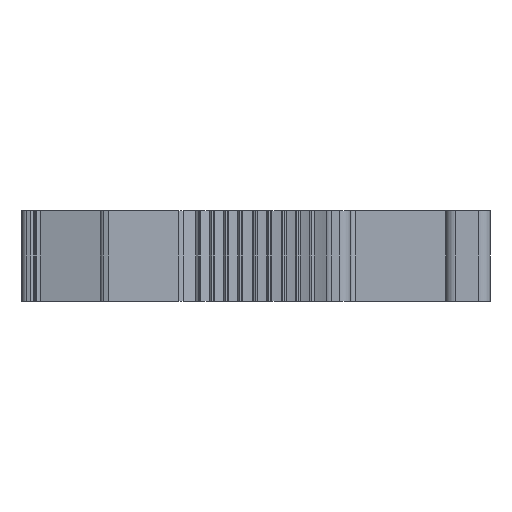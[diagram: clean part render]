
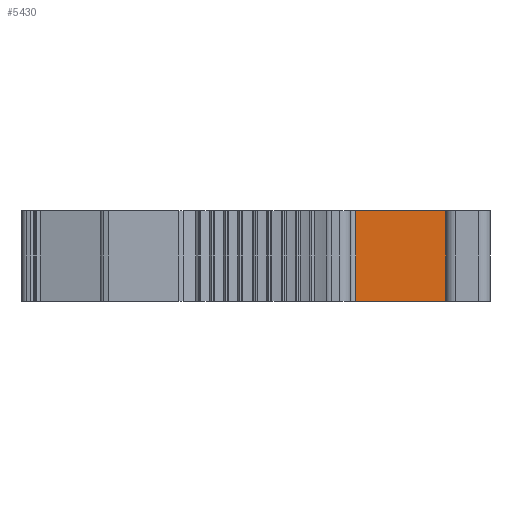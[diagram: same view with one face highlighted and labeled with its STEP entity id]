
A CAD part, left-side view. The second image highlights one B-rep face of the part: STEP entity #5430.
In plain terms, the highlighted planar face has unit normal (-1, 0, 0).
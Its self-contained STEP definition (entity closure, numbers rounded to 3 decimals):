
#68=DIRECTION('',(0.,-1.,0.));
#69=VECTOR('',#68,10.2);
#70=CARTESIAN_POINT('',(-46.6,-9.,-4.1));
#71=LINE('',#70,#69);
#1607=DIRECTION('',(0.,-1.,0.));
#1608=VECTOR('',#1607,10.2);
#1609=CARTESIAN_POINT('',(-46.6,-9.,4.1));
#1610=LINE('',#1609,#1608);
#1841=DIRECTION('',(0.,0.,1.));
#1842=VECTOR('',#1841,8.2);
#1843=CARTESIAN_POINT('',(-46.6,-9.,-4.1));
#1844=LINE('',#1843,#1842);
#1845=DIRECTION('',(0.,0.,1.));
#1846=VECTOR('',#1845,8.2);
#1847=CARTESIAN_POINT('',(-46.6,-19.2,-4.1));
#1848=LINE('',#1847,#1846);
#3157=CARTESIAN_POINT('',(-46.6,-9.,4.1));
#3158=VERTEX_POINT('',#3157);
#3159=CARTESIAN_POINT('',(-46.6,-19.2,4.1));
#3160=VERTEX_POINT('',#3159);
#3527=CARTESIAN_POINT('',(-46.6,-9.,-4.1));
#3528=VERTEX_POINT('',#3527);
#3529=CARTESIAN_POINT('',(-46.6,-19.2,-4.1));
#3530=VERTEX_POINT('',#3529);
#5418=CARTESIAN_POINT('',(-46.6,-9.,-7.5));
#5419=DIRECTION('',(-1.,0.,0.));
#5420=DIRECTION('',(0.,-1.,0.));
#5421=AXIS2_PLACEMENT_3D('',#5418,#5419,#5420);
#5422=PLANE('',#5421);
#5423=ORIENTED_EDGE('',*,*,#4832,.T.);
#5425=ORIENTED_EDGE('',*,*,#5424,.F.);
#5426=ORIENTED_EDGE('',*,*,#4114,.F.);
#5427=ORIENTED_EDGE('',*,*,#5411,.T.);
#5428=EDGE_LOOP('',(#5423,#5425,#5426,#5427));
#5429=FACE_OUTER_BOUND('',#5428,.F.);
#4114=EDGE_CURVE('',#3528,#3530,#71,.T.);
#4832=EDGE_CURVE('',#3158,#3160,#1610,.T.);
#5411=EDGE_CURVE('',#3528,#3158,#1844,.T.);
#5424=EDGE_CURVE('',#3530,#3160,#1848,.T.);
#5430=ADVANCED_FACE('',(#5429),#5422,.T.);
